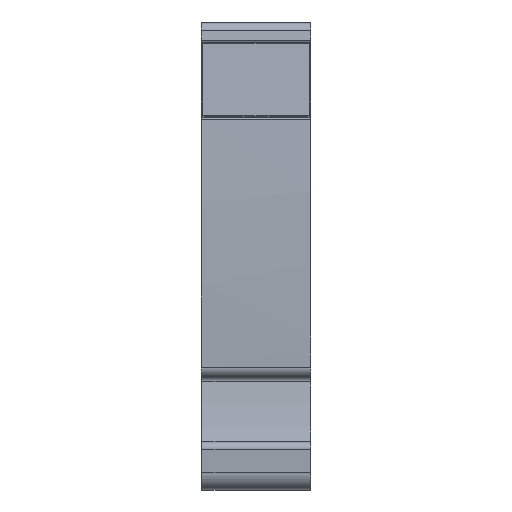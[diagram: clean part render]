
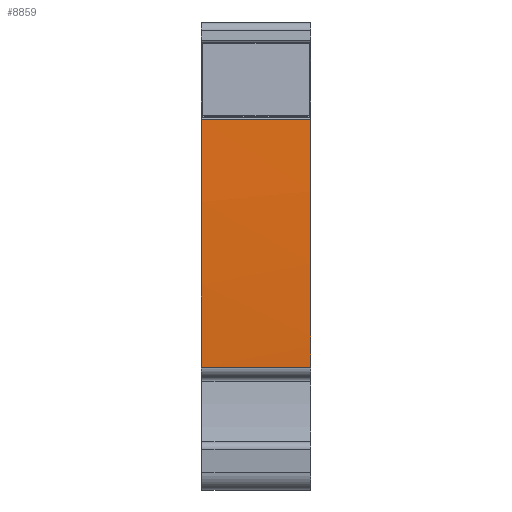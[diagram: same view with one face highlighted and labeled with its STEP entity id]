
A CAD part, front view. The second image highlights one B-rep face of the part: STEP entity #8859.
In plain terms, the highlighted cylindrical face has radius 230.64 mm (diameter 461.28 mm), a partial arc.
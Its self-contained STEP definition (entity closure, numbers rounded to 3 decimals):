
#8824=AXIS2_PLACEMENT_3D('Cylinder Axis2P3D',#8821,#8822,#8823) ;
#8828=AXIS2_PLACEMENT_3D('Circle Axis2P3D',#8826,#8827,$) ;
#8835=AXIS2_PLACEMENT_3D('Circle Axis2P3D',#8833,#8834,$) ;
#8842=AXIS2_PLACEMENT_3D('Circle Axis2P3D',#8840,#8841,$) ;
#8799=CARTESIAN_POINT('Vertex',(12.,1.529,13.45)) ;
#8802=CARTESIAN_POINT('Line Origine',(6.,1.529,13.45)) ;
#8806=CARTESIAN_POINT('Vertex',(0.,1.529,13.45)) ;
#8821=CARTESIAN_POINT('Axis2P3D Location',(5.39,231.877,25.05)) ;
#8826=CARTESIAN_POINT('Axis2P3D Location',(0.,231.877,25.05)) ;
#8830=CARTESIAN_POINT('Vertex',(0.,1.776,40.814)) ;
#8833=CARTESIAN_POINT('Axis2P3D Location',(12.,231.877,25.05)) ;
#8837=CARTESIAN_POINT('Vertex',(12.,1.379,16.95)) ;
#8840=CARTESIAN_POINT('Axis2P3D Location',(12.,231.877,25.05)) ;
#8844=CARTESIAN_POINT('Vertex',(12.,1.776,40.814)) ;
#8847=CARTESIAN_POINT('Line Origine',(5.39,1.776,40.814)) ;
#8803=DIRECTION('Vector Direction',(1.,0.,0.)) ;
#8822=DIRECTION('Axis2P3D Direction',(1.,0.,0.)) ;
#8823=DIRECTION('Axis2P3D XDirection',(0.,-0.998,0.068)) ;
#8827=DIRECTION('Axis2P3D Direction',(1.,0.,0.)) ;
#8834=DIRECTION('Axis2P3D Direction',(1.,0.,0.)) ;
#8841=DIRECTION('Axis2P3D Direction',(1.,0.,0.)) ;
#8848=DIRECTION('Vector Direction',(1.,0.,0.)) ;
#8804=VECTOR('Line Direction',#8803,1.) ;
#8849=VECTOR('Line Direction',#8848,1.) ;
#8853=ORIENTED_EDGE('',*,*,#8832,.T.) ;
#8854=ORIENTED_EDGE('',*,*,#8808,.F.) ;
#8855=ORIENTED_EDGE('',*,*,#8839,.F.) ;
#8856=ORIENTED_EDGE('',*,*,#8846,.F.) ;
#8857=ORIENTED_EDGE('',*,*,#8851,.T.) ;
#8859=ADVANCED_FACE('MLD',(#8858),#8825,.T.) ;
#8829=CIRCLE('generated circle',#8828,230.64) ;
#8836=CIRCLE('generated circle',#8835,230.64) ;
#8843=CIRCLE('generated circle',#8842,230.64) ;
#8825=CYLINDRICAL_SURFACE('generated cylinder',#8824,230.64) ;
#8808=EDGE_CURVE('',#8800,#8807,#8805,.F.) ;
#8832=EDGE_CURVE('',#8831,#8807,#8829,.T.) ;
#8839=EDGE_CURVE('',#8838,#8800,#8836,.T.) ;
#8846=EDGE_CURVE('',#8845,#8838,#8843,.T.) ;
#8851=EDGE_CURVE('',#8845,#8831,#8850,.F.) ;
#8852=EDGE_LOOP('',(#8853,#8854,#8855,#8856,#8857)) ;
#8858=FACE_OUTER_BOUND('',#8852,.T.) ;
#8805=LINE('Line',#8802,#8804) ;
#8850=LINE('Line',#8847,#8849) ;
#8800=VERTEX_POINT('',#8799) ;
#8807=VERTEX_POINT('',#8806) ;
#8831=VERTEX_POINT('',#8830) ;
#8838=VERTEX_POINT('',#8837) ;
#8845=VERTEX_POINT('',#8844) ;
